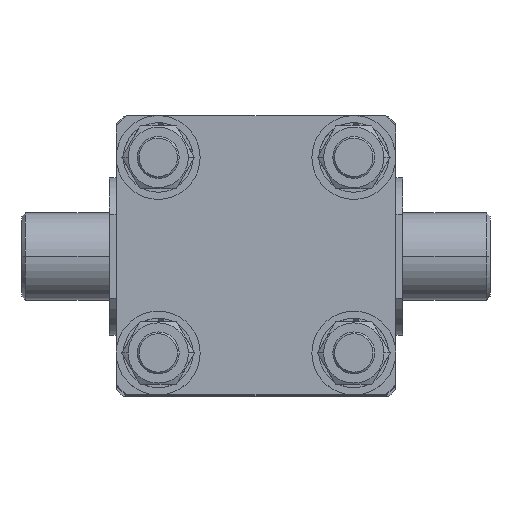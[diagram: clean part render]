
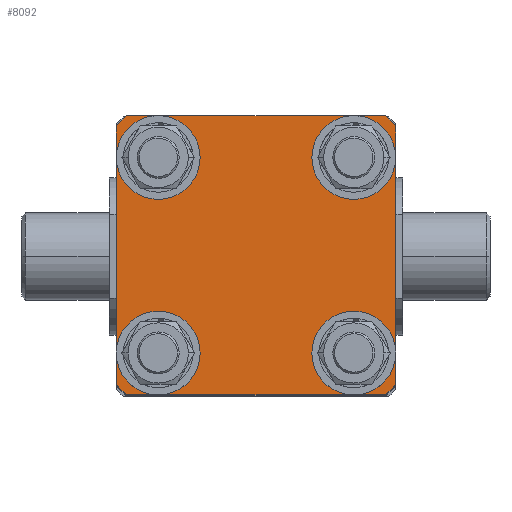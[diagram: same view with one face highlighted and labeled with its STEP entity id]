
A CAD part, top view. The second image highlights one B-rep face of the part: STEP entity #8092.
In plain terms, the highlighted planar face has unit normal (0, 0, 1).
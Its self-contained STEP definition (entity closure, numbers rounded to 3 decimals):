
#620 = VERTEX_POINT ( 'NONE', #7825 ) ;
#626 = VERTEX_POINT ( 'NONE', #7823 ) ;
#653 = VERTEX_POINT ( 'NONE', #7861 ) ;
#663 = VERTEX_POINT ( 'NONE', #3110 ) ;
#686 = VERTEX_POINT ( 'NONE', #3079 ) ;
#731 = VERTEX_POINT ( 'NONE', #8168 ) ;
#745 = VERTEX_POINT ( 'NONE', #8201 ) ;
#756 = VERTEX_POINT ( 'NONE', #8212 ) ;
#761 = VERTEX_POINT ( 'NONE', #8176 ) ;
#768 = VERTEX_POINT ( 'NONE', #8175 ) ;
#859 = VERTEX_POINT ( 'NONE', #4974 ) ;
#886 = VERTEX_POINT ( 'NONE', #4947 ) ;
#911 = CIRCLE ( 'NONE', #5070, 6.5 ) ;
#920 = CIRCLE ( 'NONE', #5074, 6.5 ) ;
#921 = CIRCLE ( 'NONE', #5075, 54.5 ) ;
#922 = CIRCLE ( 'NONE', #5076, 54.5 ) ;
#926 = CIRCLE ( 'NONE', #5079, 54.5 ) ;
#928 = CIRCLE ( 'NONE', #5080, 54.5 ) ;
#933 = CIRCLE ( 'NONE', #5084, 6.5 ) ;
#952 = CIRCLE ( 'NONE', #5088, 6.5 ) ;
#953 = LINE ( 'NONE', #3273, #955 ) ;
#955 = VECTOR ( 'NONE', #3274, 1000. ) ;
#989 = LINE ( 'NONE', #3383, #997 ) ;
#994 = LINE ( 'NONE', #3382, #1003 ) ;
#997 = VECTOR ( 'NONE', #3390, 1000. ) ;
#1003 = VECTOR ( 'NONE', #3396, 1000. ) ;
#1009 = LINE ( 'NONE', #3397, #1012 ) ;
#1010 = CIRCLE ( 'NONE', #5107, 6.5 ) ;
#1012 = VECTOR ( 'NONE', #3408, 1000. ) ;
#1051 = CIRCLE ( 'NONE', #5119, 6.5 ) ;
#1531 = CARTESIAN_POINT ( 'NONE',  ( 0., 0., 15. ) ) ;
#1533 = DIRECTION ( 'NONE',  ( 0., 0., -1. ) ) ;
#1536 = PLANE ( 'NONE',  #2258 ) ;
#1539 = DIRECTION ( 'NONE',  ( -1., 0., 0. ) ) ;
#1848 = CARTESIAN_POINT ( 'NONE',  ( -28., 28., 15. ) ) ;
#1849 = DIRECTION ( 'NONE',  ( 0., 0., -1. ) ) ;
#1850 = DIRECTION ( 'NONE',  ( -1., 0., 0. ) ) ;
#1866 = CARTESIAN_POINT ( 'NONE',  ( 28., -28., 15. ) ) ;
#1867 = DIRECTION ( 'NONE',  ( 0., 0., -1. ) ) ;
#1868 = DIRECTION ( 'NONE',  ( -1., 0., 0. ) ) ;
#1870 = CARTESIAN_POINT ( 'NONE',  ( 0., 0., 15. ) ) ;
#1871 = DIRECTION ( 'NONE',  ( 0., 0., 1. ) ) ;
#1872 = DIRECTION ( 'NONE',  ( 1., 0., 0. ) ) ;
#1873 = CARTESIAN_POINT ( 'NONE',  ( 0., 0., 15. ) ) ;
#1874 = DIRECTION ( 'NONE',  ( 0., 0., 1. ) ) ;
#1875 = DIRECTION ( 'NONE',  ( 1., 0., 0. ) ) ;
#1895 = CARTESIAN_POINT ( 'NONE',  ( 0., 0., 15. ) ) ;
#1896 = DIRECTION ( 'NONE',  ( 0., 0., 1. ) ) ;
#1897 = DIRECTION ( 'NONE',  ( 1., 0., 0. ) ) ;
#1900 = CARTESIAN_POINT ( 'NONE',  ( 0., 0., 15. ) ) ;
#1901 = DIRECTION ( 'NONE',  ( 0., 0., 1. ) ) ;
#1902 = DIRECTION ( 'NONE',  ( 1., 0., 0. ) ) ;
#2002 = EDGE_LOOP ( 'NONE', ( #7419, #7418, #7322, #7321, #7320, #7319, #7318, #7330 ) ) ;
#2011 = EDGE_LOOP ( 'NONE', ( #7414, #7413 ) ) ;
#2021 = EDGE_LOOP ( 'NONE', ( #7412, #7333 ) ) ;
#2025 = EDGE_LOOP ( 'NONE', ( #7332, #7331 ) ) ;
#2258 = AXIS2_PLACEMENT_3D ( 'NONE', #1531, #1533, #1539 ) ;
#3079 = CARTESIAN_POINT ( 'NONE',  ( 40., 37.017, 15. ) ) ;
#3110 = CARTESIAN_POINT ( 'NONE',  ( -40., 37.017, 15. ) ) ;
#3189 = CARTESIAN_POINT ( 'NONE',  ( 28., 28., 15. ) ) ;
#3190 = DIRECTION ( 'NONE',  ( 0., 0., -1. ) ) ;
#3191 = DIRECTION ( 'NONE',  ( -1., 0., 0. ) ) ;
#3273 = CARTESIAN_POINT ( 'NONE',  ( -40., -40., 15. ) ) ;
#3274 = DIRECTION ( 'NONE',  ( 1., 0., 0. ) ) ;
#3279 = CARTESIAN_POINT ( 'NONE',  ( -28., 28., 15. ) ) ;
#3280 = DIRECTION ( 'NONE',  ( 0., 0., -1. ) ) ;
#3281 = DIRECTION ( 'NONE',  ( -1., 0., 0. ) ) ;
#3382 = CARTESIAN_POINT ( 'NONE',  ( -40., 40., 15. ) ) ;
#3383 = CARTESIAN_POINT ( 'NONE',  ( 40., -40., 15. ) ) ;
#3390 = DIRECTION ( 'NONE',  ( 0., 1., 0. ) ) ;
#3396 = DIRECTION ( 'NONE',  ( -1., 0., 0. ) ) ;
#3397 = CARTESIAN_POINT ( 'NONE',  ( -40., -40., 15. ) ) ;
#3408 = DIRECTION ( 'NONE',  ( 0., -1., 0. ) ) ;
#3421 = CARTESIAN_POINT ( 'NONE',  ( 28., -28., 15. ) ) ;
#3422 = DIRECTION ( 'NONE',  ( 0., 0., -1. ) ) ;
#3423 = DIRECTION ( 'NONE',  ( -1., 0., 0. ) ) ;
#3491 = CARTESIAN_POINT ( 'NONE',  ( 28., 28., 15. ) ) ;
#3492 = DIRECTION ( 'NONE',  ( 0., 0., -1. ) ) ;
#3493 = DIRECTION ( 'NONE',  ( -1., 0., 0. ) ) ;
#4150 = FACE_BOUND ( 'NONE', #2021, .T. ) ;
#4151 = FACE_BOUND ( 'NONE', #6271, .T. ) ;
#4152 = FACE_OUTER_BOUND ( 'NONE', #2002, .T. ) ;
#4155 = FACE_BOUND ( 'NONE', #2025, .T. ) ;
#4156 = FACE_BOUND ( 'NONE', #2011, .T. ) ;
#4767 = DIRECTION ( 'NONE',  ( -1., 0., 0. ) ) ;
#4768 = CARTESIAN_POINT ( 'NONE',  ( -28., -28., 15. ) ) ;
#4769 = CARTESIAN_POINT ( 'NONE',  ( -28., -28., 15. ) ) ;
#4772 = DIRECTION ( 'NONE',  ( 0., 0., -1. ) ) ;
#4781 = DIRECTION ( 'NONE',  ( 0., 0., -1. ) ) ;
#4785 = DIRECTION ( 'NONE',  ( -1., 0., 0. ) ) ;
#4856 = EDGE_CURVE ( 'NONE', #620, #626, #6188, .T. ) ;
#4857 = EDGE_CURVE ( 'NONE', #626, #620, #6187, .T. ) ;
#4947 = CARTESIAN_POINT ( 'NONE',  ( 34.5, 28., 15. ) ) ;
#4974 = CARTESIAN_POINT ( 'NONE',  ( 37.017, 40., 15. ) ) ;
#5070 = AXIS2_PLACEMENT_3D ( 'NONE', #1848, #1849, #1850 ) ;
#5074 = AXIS2_PLACEMENT_3D ( 'NONE', #1866, #1867, #1868 ) ;
#5075 = AXIS2_PLACEMENT_3D ( 'NONE', #1870, #1871, #1872 ) ;
#5076 = AXIS2_PLACEMENT_3D ( 'NONE', #1873, #1874, #1875 ) ;
#5079 = AXIS2_PLACEMENT_3D ( 'NONE', #1895, #1896, #1897 ) ;
#5080 = AXIS2_PLACEMENT_3D ( 'NONE', #1900, #1901, #1902 ) ;
#5084 = AXIS2_PLACEMENT_3D ( 'NONE', #3189, #3190, #3191 ) ;
#5088 = AXIS2_PLACEMENT_3D ( 'NONE', #3279, #3280, #3281 ) ;
#5107 = AXIS2_PLACEMENT_3D ( 'NONE', #3421, #3422, #3423 ) ;
#5119 = AXIS2_PLACEMENT_3D ( 'NONE', #3491, #3492, #3493 ) ;
#5835 = AXIS2_PLACEMENT_3D ( 'NONE', #4768, #4781, #4785 ) ;
#5836 = AXIS2_PLACEMENT_3D ( 'NONE', #4769, #4772, #4767 ) ;
#6187 = CIRCLE ( 'NONE', #5835, 6.5 ) ;
#6188 = CIRCLE ( 'NONE', #5836, 6.5 ) ;
#6271 = EDGE_LOOP ( 'NONE', ( #7417, #7415 ) ) ;
#7318 = ORIENTED_EDGE ( 'NONE', *, *, #8478, .T. ) ;
#7319 = ORIENTED_EDGE ( 'NONE', *, *, #8531, .T. ) ;
#7320 = ORIENTED_EDGE ( 'NONE', *, *, #8479, .T. ) ;
#7321 = ORIENTED_EDGE ( 'NONE', *, *, #8501, .T. ) ;
#7322 = ORIENTED_EDGE ( 'NONE', *, *, #8474, .T. ) ;
#7330 = ORIENTED_EDGE ( 'NONE', *, *, #8534, .T. ) ;
#7331 = ORIENTED_EDGE ( 'NONE', *, *, #8568, .T. ) ;
#7332 = ORIENTED_EDGE ( 'NONE', *, *, #8489, .T. ) ;
#7333 = ORIENTED_EDGE ( 'NONE', *, *, #8540, .T. ) ;
#7335 = VERTEX_POINT ( 'NONE', #7764 ) ;
#7412 = ORIENTED_EDGE ( 'NONE', *, *, #8471, .T. ) ;
#7413 = ORIENTED_EDGE ( 'NONE', *, *, #4856, .T. ) ;
#7414 = ORIENTED_EDGE ( 'NONE', *, *, #4857, .T. ) ;
#7415 = ORIENTED_EDGE ( 'NONE', *, *, #8465, .T. ) ;
#7417 = ORIENTED_EDGE ( 'NONE', *, *, #8500, .T. ) ;
#7418 = ORIENTED_EDGE ( 'NONE', *, *, #8541, .T. ) ;
#7419 = ORIENTED_EDGE ( 'NONE', *, *, #8473, .T. ) ;
#7554 = VERTEX_POINT ( 'NONE', #7775 ) ;
#7565 = VERTEX_POINT ( 'NONE', #7782 ) ;
#7569 = VERTEX_POINT ( 'NONE', #7785 ) ;
#7764 = CARTESIAN_POINT ( 'NONE',  ( 34.5, -28., 15. ) ) ;
#7775 = CARTESIAN_POINT ( 'NONE',  ( -34.5, 28., 15. ) ) ;
#7782 = CARTESIAN_POINT ( 'NONE',  ( -37.017, 40., 15. ) ) ;
#7785 = CARTESIAN_POINT ( 'NONE',  ( -40., -37.017, 15. ) ) ;
#7823 = CARTESIAN_POINT ( 'NONE',  ( -34.5, -28., 15. ) ) ;
#7825 = CARTESIAN_POINT ( 'NONE',  ( -21.5, -28., 15. ) ) ;
#7861 = CARTESIAN_POINT ( 'NONE',  ( 21.5, -28., 15. ) ) ;
#8092 = ADVANCED_FACE ( 'NONE', ( #4151, #4156, #4150, #4155, #4152 ), #1536, .F. ) ;
#8168 = CARTESIAN_POINT ( 'NONE',  ( 21.5, 28., 15. ) ) ;
#8175 = CARTESIAN_POINT ( 'NONE',  ( 40., -37.017, 15. ) ) ;
#8176 = CARTESIAN_POINT ( 'NONE',  ( -21.5, 28., 15. ) ) ;
#8201 = CARTESIAN_POINT ( 'NONE',  ( -37.017, -40., 15. ) ) ;
#8212 = CARTESIAN_POINT ( 'NONE',  ( 37.017, -40., 15. ) ) ;
#8465 = EDGE_CURVE ( 'NONE', #761, #7554, #911, .T. ) ;
#8471 = EDGE_CURVE ( 'NONE', #653, #7335, #920, .T. ) ;
#8473 = EDGE_CURVE ( 'NONE', #7565, #663, #921, .T. ) ;
#8474 = EDGE_CURVE ( 'NONE', #7569, #745, #922, .T. ) ;
#8478 = EDGE_CURVE ( 'NONE', #686, #859, #926, .T. ) ;
#8479 = EDGE_CURVE ( 'NONE', #756, #768, #928, .T. ) ;
#8489 = EDGE_CURVE ( 'NONE', #731, #886, #933, .T. ) ;
#8500 = EDGE_CURVE ( 'NONE', #7554, #761, #952, .T. ) ;
#8501 = EDGE_CURVE ( 'NONE', #745, #756, #953, .T. ) ;
#8531 = EDGE_CURVE ( 'NONE', #768, #686, #989, .T. ) ;
#8534 = EDGE_CURVE ( 'NONE', #859, #7565, #994, .T. ) ;
#8540 = EDGE_CURVE ( 'NONE', #7335, #653, #1010, .T. ) ;
#8541 = EDGE_CURVE ( 'NONE', #663, #7569, #1009, .T. ) ;
#8568 = EDGE_CURVE ( 'NONE', #886, #731, #1051, .T. ) ;
